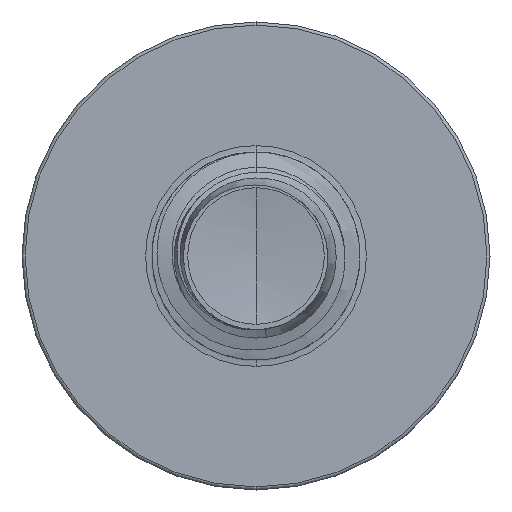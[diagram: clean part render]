
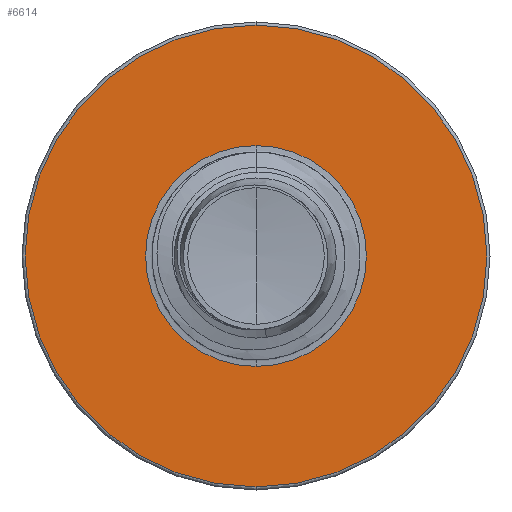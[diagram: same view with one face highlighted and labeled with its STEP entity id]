
A CAD part, front view. The second image highlights one B-rep face of the part: STEP entity #6614.
In plain terms, the highlighted planar face has unit normal (0, -1, 0).
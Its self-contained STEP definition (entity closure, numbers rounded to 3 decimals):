
#953 = CIRCLE ( 'NONE', #41914, 6.66 ) ;
#1464 = DIRECTION ( 'NONE',  ( 0., 1., 0. ) ) ;
#1895 = ORIENTED_EDGE ( 'NONE', *, *, #19274, .F. ) ;
#2350 = VERTEX_POINT ( 'NONE', #8205 ) ;
#3318 = DIRECTION ( 'NONE',  ( 0., 0., 1. ) ) ;
#4118 = CIRCLE ( 'NONE', #34977, 3.186 ) ;
#5953 = CARTESIAN_POINT ( 'NONE',  ( 0., 32.5, 6.66 ) ) ;
#6614 = ADVANCED_FACE ( 'NONE', ( #32306, #6915 ), #52862, .F. ) ;
#6915 = FACE_BOUND ( 'NONE', #19105, .T. ) ;
#7212 = AXIS2_PLACEMENT_3D ( 'NONE', #35838, #1464, #13251 ) ;
#8205 = CARTESIAN_POINT ( 'NONE',  ( 0., 32.5, -6.66 ) ) ;
#8455 = CARTESIAN_POINT ( 'NONE',  ( 0., 32.5, 0. ) ) ;
#10588 = VERTEX_POINT ( 'NONE', #27283 ) ;
#13251 = DIRECTION ( 'NONE',  ( 0., 0., 1. ) ) ;
#13836 = DIRECTION ( 'NONE',  ( 0., 0., 1. ) ) ;
#14591 = EDGE_CURVE ( 'NONE', #37727, #2350, #953, .T. ) ;
#15953 = DIRECTION ( 'NONE',  ( 0., 1., 0. ) ) ;
#19105 = EDGE_LOOP ( 'NONE', ( #39593, #41701 ) ) ;
#19274 = EDGE_CURVE ( 'NONE', #2350, #37727, #25547, .T. ) ;
#20247 = AXIS2_PLACEMENT_3D ( 'NONE', #52159, #26914, #56807 ) ;
#25547 = CIRCLE ( 'NONE', #26698, 6.66 ) ;
#25571 = EDGE_LOOP ( 'NONE', ( #32409, #1895 ) ) ;
#26698 = AXIS2_PLACEMENT_3D ( 'NONE', #58130, #32314, #3318 ) ;
#26914 = DIRECTION ( 'NONE',  ( 0., 1., 0. ) ) ;
#27283 = CARTESIAN_POINT ( 'NONE',  ( 0., 32.5, -3.186 ) ) ;
#30681 = VERTEX_POINT ( 'NONE', #51279 ) ;
#32306 = FACE_OUTER_BOUND ( 'NONE', #25571, .T. ) ;
#32314 = DIRECTION ( 'NONE',  ( 0., 1., 0. ) ) ;
#32409 = ORIENTED_EDGE ( 'NONE', *, *, #14591, .F. ) ;
#34977 = AXIS2_PLACEMENT_3D ( 'NONE', #8455, #40548, #13836 ) ;
#35838 = CARTESIAN_POINT ( 'NONE',  ( 0., 32.5, -3.186 ) ) ;
#37727 = VERTEX_POINT ( 'NONE', #5953 ) ;
#38647 = CIRCLE ( 'NONE', #20247, 3.186 ) ;
#39593 = ORIENTED_EDGE ( 'NONE', *, *, #49153, .T. ) ;
#40548 = DIRECTION ( 'NONE',  ( 0., 1., 0. ) ) ;
#41701 = ORIENTED_EDGE ( 'NONE', *, *, #48666, .T. ) ;
#41914 = AXIS2_PLACEMENT_3D ( 'NONE', #42276, #15953, #46463 ) ;
#42276 = CARTESIAN_POINT ( 'NONE',  ( 0., 32.5, 0. ) ) ;
#46463 = DIRECTION ( 'NONE',  ( 0., 0., 1. ) ) ;
#48666 = EDGE_CURVE ( 'NONE', #10588, #30681, #38647, .T. ) ;
#49153 = EDGE_CURVE ( 'NONE', #30681, #10588, #4118, .T. ) ;
#51279 = CARTESIAN_POINT ( 'NONE',  ( 0., 32.5, 3.186 ) ) ;
#52159 = CARTESIAN_POINT ( 'NONE',  ( 0., 32.5, 0. ) ) ;
#52862 = PLANE ( 'NONE',  #7212 ) ;
#56807 = DIRECTION ( 'NONE',  ( 0., 0., 1. ) ) ;
#58130 = CARTESIAN_POINT ( 'NONE',  ( 0., 32.5, 0. ) ) ;
